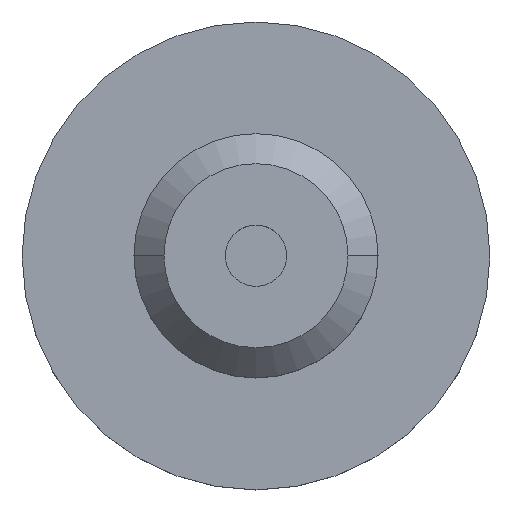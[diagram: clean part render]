
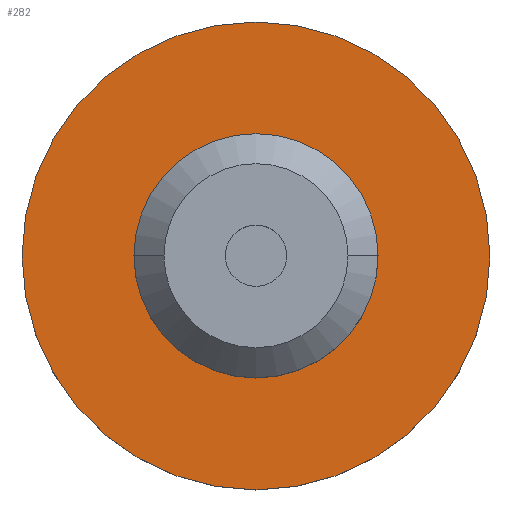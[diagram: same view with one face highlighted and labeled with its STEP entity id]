
A CAD part, top view. The second image highlights one B-rep face of the part: STEP entity #282.
In plain terms, the highlighted planar face has unit normal (0, 0, 1).
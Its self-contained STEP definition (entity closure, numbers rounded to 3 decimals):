
#1 = AXIS2_PLACEMENT_3D ( 'NONE', #174, #503, #314 ) ;
#7 = CARTESIAN_POINT ( 'NONE',  ( -1.015, 0., 7.77 ) ) ;
#8 = PLANE ( 'NONE',  #15 ) ;
#15 = AXIS2_PLACEMENT_3D ( 'NONE', #545, #163, #258 ) ;
#23 = EDGE_LOOP ( 'NONE', ( #200, #349 ) ) ;
#49 = CARTESIAN_POINT ( 'NONE',  ( 1.015, 0., 7.77 ) ) ;
#56 = EDGE_CURVE ( 'NONE', #272, #447, #495, .T. ) ;
#58 = VERTEX_POINT ( 'NONE', #49 ) ;
#78 = DIRECTION ( 'NONE',  ( 1., 0., 0. ) ) ;
#94 = CIRCLE ( 'NONE', #1, 1.945 ) ;
#111 = CARTESIAN_POINT ( 'NONE',  ( 0., 0., 7.77 ) ) ;
#132 = FACE_OUTER_BOUND ( 'NONE', #23, .T. ) ;
#163 = DIRECTION ( 'NONE',  ( 0., 0., -1. ) ) ;
#166 = CIRCLE ( 'NONE', #351, 1.015 ) ;
#171 = ORIENTED_EDGE ( 'NONE', *, *, #262, .F. ) ;
#174 = CARTESIAN_POINT ( 'NONE',  ( 0., 0., 7.77 ) ) ;
#181 = VERTEX_POINT ( 'NONE', #7 ) ;
#182 = CIRCLE ( 'NONE', #407, 1.015 ) ;
#200 = ORIENTED_EDGE ( 'NONE', *, *, #56, .T. ) ;
#210 = DIRECTION ( 'NONE',  ( 0., 0., 1. ) ) ;
#214 = DIRECTION ( 'NONE',  ( 1., 0., 0. ) ) ;
#230 = CARTESIAN_POINT ( 'NONE',  ( -1.945, 0., 7.77 ) ) ;
#258 = DIRECTION ( 'NONE',  ( -1., 0., 0. ) ) ;
#262 = EDGE_CURVE ( 'NONE', #58, #181, #182, .T. ) ;
#272 = VERTEX_POINT ( 'NONE', #534 ) ;
#273 = DIRECTION ( 'NONE',  ( 0., 0., 1. ) ) ;
#282 = ADVANCED_FACE ( 'NONE', ( #423, #132 ), #8, .F. ) ;
#309 = EDGE_LOOP ( 'NONE', ( #171, #325 ) ) ;
#314 = DIRECTION ( 'NONE',  ( 1., 0., 0. ) ) ;
#325 = ORIENTED_EDGE ( 'NONE', *, *, #601, .F. ) ;
#349 = ORIENTED_EDGE ( 'NONE', *, *, #364, .T. ) ;
#351 = AXIS2_PLACEMENT_3D ( 'NONE', #615, #273, #78 ) ;
#364 = EDGE_CURVE ( 'NONE', #447, #272, #94, .T. ) ;
#407 = AXIS2_PLACEMENT_3D ( 'NONE', #111, #210, #214 ) ;
#423 = FACE_BOUND ( 'NONE', #309, .T. ) ;
#447 = VERTEX_POINT ( 'NONE', #230 ) ;
#482 = DIRECTION ( 'NONE',  ( 0., 0., 1. ) ) ;
#495 = CIRCLE ( 'NONE', #506, 1.945 ) ;
#503 = DIRECTION ( 'NONE',  ( 0., 0., 1. ) ) ;
#506 = AXIS2_PLACEMENT_3D ( 'NONE', #528, #482, #525 ) ;
#525 = DIRECTION ( 'NONE',  ( 1., 0., 0. ) ) ;
#528 = CARTESIAN_POINT ( 'NONE',  ( 0., 0., 7.77 ) ) ;
#534 = CARTESIAN_POINT ( 'NONE',  ( 1.945, 0., 7.77 ) ) ;
#545 = CARTESIAN_POINT ( 'NONE',  ( -1.945, 0., 7.77 ) ) ;
#601 = EDGE_CURVE ( 'NONE', #181, #58, #166, .T. ) ;
#615 = CARTESIAN_POINT ( 'NONE',  ( 0., 0., 7.77 ) ) ;
